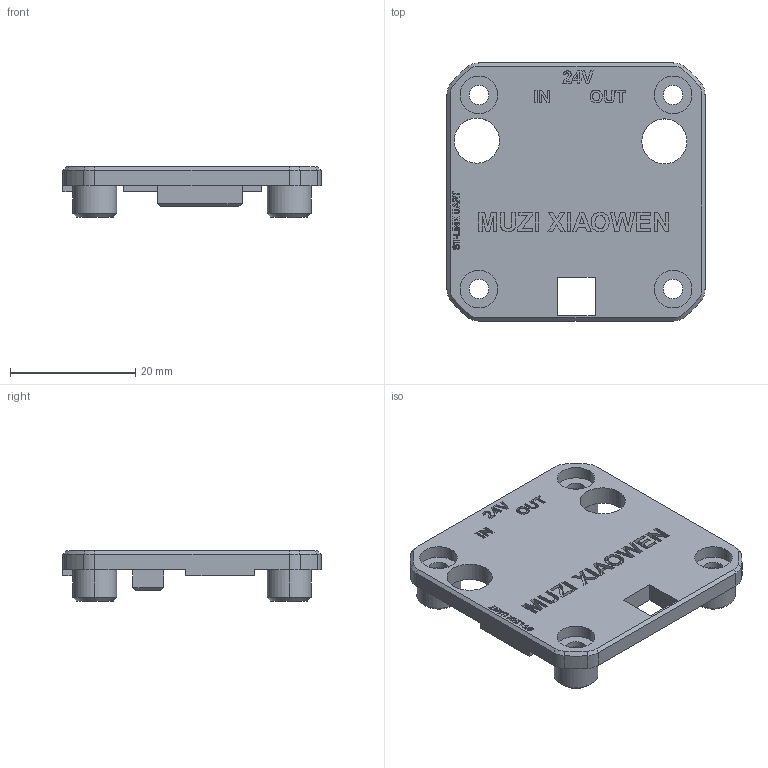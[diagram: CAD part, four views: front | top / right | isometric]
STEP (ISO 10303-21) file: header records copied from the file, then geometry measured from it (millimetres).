
FILE_DESCRIPTION (( 'STEP AP203' ), '1' );
FILE_NAME ('motor42-br-top v164 v1.STEP', '2023-12-04T13:32:30', ( '' ), ( '' ), 'SwSTEP 2.0', 'SolidWorks 2022', '' );
FILE_SCHEMA (( 'CONFIG_CONTROL_DESIGN' ));
Length unit declared in the file: millimetre
Products named in the file (1): motor42-br-top v164 v1
Bounding box: 41.2 x 41.2 x 8 mm (x, y, z)
Volume: 5284.7 mm3; surface area: 4842.4 mm2
Topology: 1 solids, 1 shells, 516 faces, 1367 edges, 902 vertices
Faces by surface type: plane 309, bspline 139, cylinder 48, cone 20
Entity records: 17274 total; most frequent: CARTESIAN_POINT 5221, ORIENTED_EDGE 2734, DIRECTION 1953, EDGE_CURVE 1367, VECTOR 965, LINE 965, VERTEX_POINT 902, EDGE_LOOP 579
